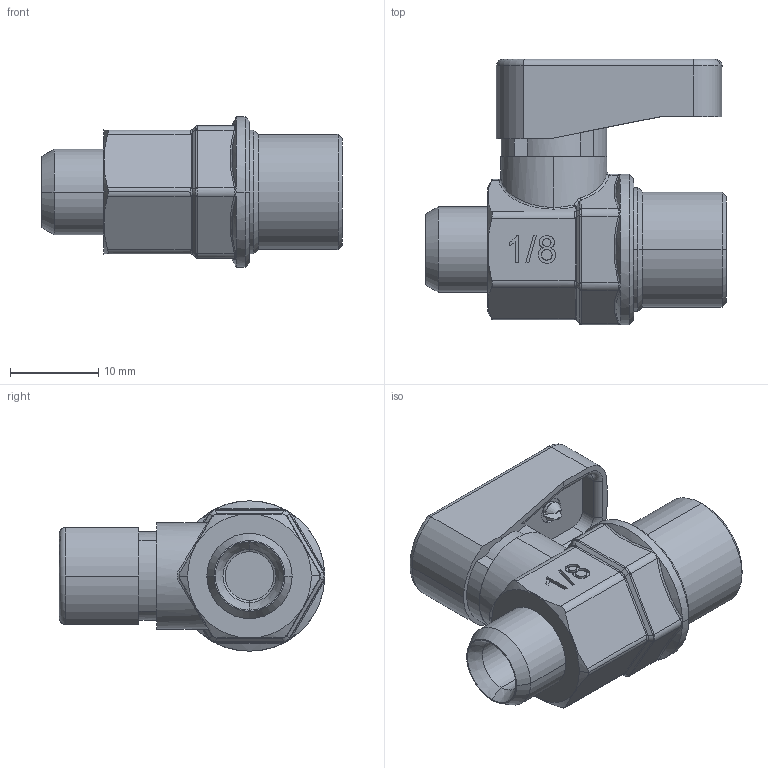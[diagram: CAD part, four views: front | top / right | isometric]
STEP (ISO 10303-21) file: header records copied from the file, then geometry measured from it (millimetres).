
FILE_DESCRIPTION (( 'STEP AP214' ), '1' );
FILE_NAME ('0641000001.step', '2012-10-02T16:31:01', ( '' ), ( '' ), 'SwSTEP 2.0', 'SolidWorks 2012', '' );
FILE_SCHEMA (( 'AUTOMOTIVE_DESIGN' ));
Length unit declared in the file: millimetre
Products named in the file (1): 0641000001
Bounding box: 34 x 30 x 17 mm (x, y, z)
Volume: 6451.3 mm3; surface area: 3845.8 mm2
Topology: 8 solids, 20 shells, 648 faces, 1618 edges, 1036 vertices
Faces by surface type: plane 274, bspline 189, cylinder 118, cone 37, torus 28, sphere 2
Entity records: 26556 total; most frequent: CARTESIAN_POINT 12410, ORIENTED_EDGE 3236, DIRECTION 2372, EDGE_CURVE 1618, VERTEX_POINT 1036, LINE 820, VECTOR 820, AXIS2_PLACEMENT_3D 776
